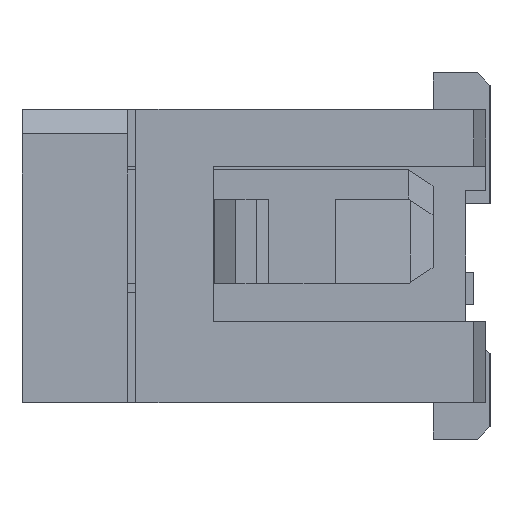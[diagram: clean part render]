
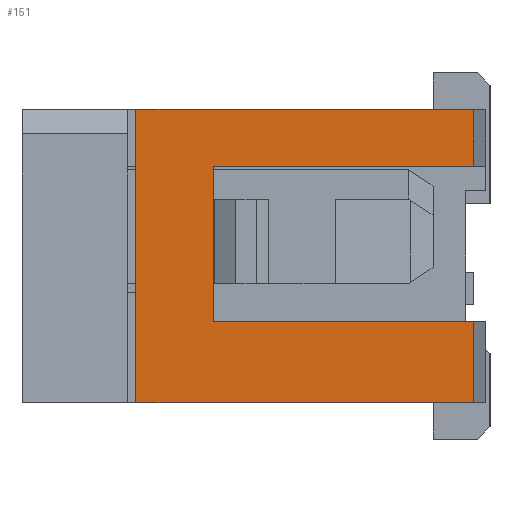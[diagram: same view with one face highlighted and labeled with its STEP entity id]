
A CAD part, left-side view. The second image highlights one B-rep face of the part: STEP entity #151.
In plain terms, the highlighted planar face has unit normal (-1, 0, 0).
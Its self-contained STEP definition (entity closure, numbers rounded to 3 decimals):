
#151 = ADVANCED_FACE( '', ( #691 ), #692, .F. );
#691 = FACE_OUTER_BOUND( '', #1670, .T. );
#692 = PLANE( '', #1671 );
#1670 = EDGE_LOOP( '', ( #2997, #2998, #2999, #3000, #3001, #3002, #3003, #3004 ) );
#1671 = AXIS2_PLACEMENT_3D( '', #3005, #3006, #3007 );
#2997 = ORIENTED_EDGE( '', *, *, #7072, .F. );
#2998 = ORIENTED_EDGE( '', *, *, #7073, .F. );
#2999 = ORIENTED_EDGE( '', *, *, #7074, .T. );
#3000 = ORIENTED_EDGE( '', *, *, #7075, .F. );
#3001 = ORIENTED_EDGE( '', *, *, #7076, .F. );
#3002 = ORIENTED_EDGE( '', *, *, #7077, .F. );
#3003 = ORIENTED_EDGE( '', *, *, #7078, .F. );
#3004 = ORIENTED_EDGE( '', *, *, #7079, .T. );
#3005 = CARTESIAN_POINT( '', ( -8.425, 0., 0. ) );
#3006 = DIRECTION( '', ( 1., 0., 0. ) );
#3007 = DIRECTION( '', ( 0., 1., 0. ) );
#7072 = EDGE_CURVE( '', #8751, #8752, #8753, .T. );
#7073 = EDGE_CURVE( '', #8754, #8751, #8755, .T. );
#7074 = EDGE_CURVE( '', #8754, #8756, #8757, .T. );
#7075 = EDGE_CURVE( '', #8758, #8756, #8759, .T. );
#7076 = EDGE_CURVE( '', #8760, #8758, #8761, .T. );
#7077 = EDGE_CURVE( '', #8762, #8760, #8763, .T. );
#7078 = EDGE_CURVE( '', #8764, #8762, #8765, .T. );
#7079 = EDGE_CURVE( '', #8764, #8752, #8766, .T. );
#8751 = VERTEX_POINT( '', #11378 );
#8752 = VERTEX_POINT( '', #11379 );
#8753 = LINE( '', #11380, #11381 );
#8754 = VERTEX_POINT( '', #11382 );
#8755 = LINE( '', #11383, #11384 );
#8756 = VERTEX_POINT( '', #11385 );
#8757 = LINE( '', #11386, #11387 );
#8758 = VERTEX_POINT( '', #11388 );
#8759 = LINE( '', #11389, #11390 );
#8760 = VERTEX_POINT( '', #11391 );
#8761 = LINE( '', #11392, #11393 );
#8762 = VERTEX_POINT( '', #11394 );
#8763 = LINE( '', #11395, #11396 );
#8764 = VERTEX_POINT( '', #11397 );
#8765 = LINE( '', #11398, #11399 );
#8766 = LINE( '', #11400, #11401 );
#11378 = CARTESIAN_POINT( '', ( -8.425, 0.15, -1.8 ) );
#11379 = CARTESIAN_POINT( '', ( -8.425, 4.3, -1.8 ) );
#11380 = CARTESIAN_POINT( '', ( -8.425, 0.15, -1.8 ) );
#11381 = VECTOR( '', #14592, 1000. );
#11382 = CARTESIAN_POINT( '', ( -8.425, 0.15, -0.8 ) );
#11383 = CARTESIAN_POINT( '', ( -8.425, 0.15, -0.8 ) );
#11384 = VECTOR( '', #14593, 1000. );
#11385 = CARTESIAN_POINT( '', ( -8.425, 3.35, -0.8 ) );
#11386 = CARTESIAN_POINT( '', ( -8.425, 0.15, -0.8 ) );
#11387 = VECTOR( '', #14594, 1000. );
#11388 = CARTESIAN_POINT( '', ( -8.425, 3.35, 1.1 ) );
#11389 = CARTESIAN_POINT( '', ( -8.425, 3.35, 1.1 ) );
#11390 = VECTOR( '', #14595, 1000. );
#11391 = CARTESIAN_POINT( '', ( -8.425, 0.15, 1.1 ) );
#11392 = CARTESIAN_POINT( '', ( -8.425, 0.15, 1.1 ) );
#11393 = VECTOR( '', #14596, 1000. );
#11394 = CARTESIAN_POINT( '', ( -8.425, 0.15, 1.8 ) );
#11395 = CARTESIAN_POINT( '', ( -8.425, 0.15, 1.8 ) );
#11396 = VECTOR( '', #14597, 1000. );
#11397 = CARTESIAN_POINT( '', ( -8.425, 4.3, 1.8 ) );
#11398 = CARTESIAN_POINT( '', ( -8.425, 4.3, 1.8 ) );
#11399 = VECTOR( '', #14598, 1000. );
#11400 = CARTESIAN_POINT( '', ( -8.425, 4.3, 1.8 ) );
#11401 = VECTOR( '', #14599, 1000. );
#14592 = DIRECTION( '', ( 0., 1., 0. ) );
#14593 = DIRECTION( '', ( 0., 0., -1. ) );
#14594 = DIRECTION( '', ( 0., 1., 0. ) );
#14595 = DIRECTION( '', ( 0., 0., -1. ) );
#14596 = DIRECTION( '', ( 0., 1., 0. ) );
#14597 = DIRECTION( '', ( 0., 0., -1. ) );
#14598 = DIRECTION( '', ( 0., -1., 0. ) );
#14599 = DIRECTION( '', ( 0., 0., -1. ) );
